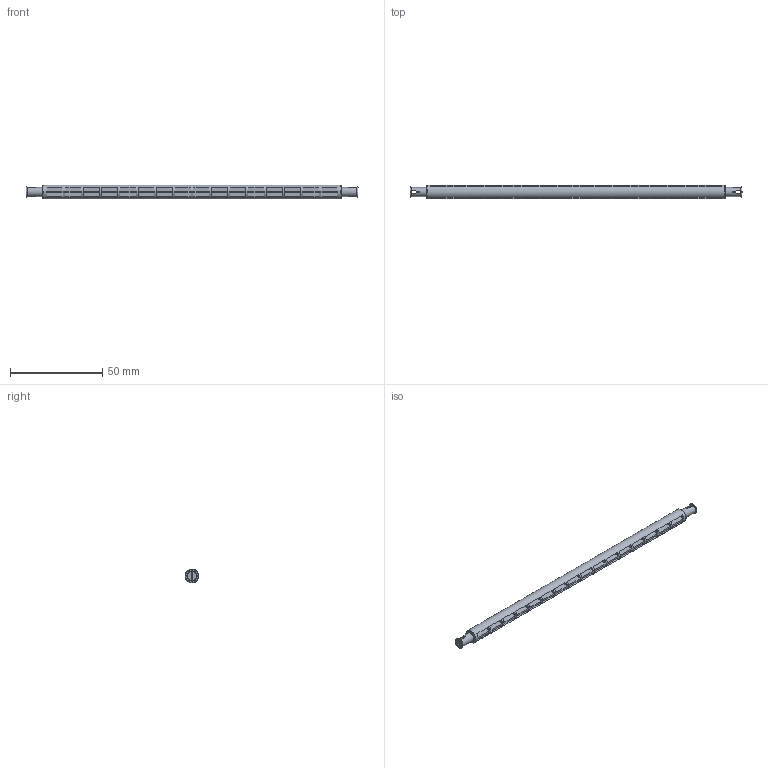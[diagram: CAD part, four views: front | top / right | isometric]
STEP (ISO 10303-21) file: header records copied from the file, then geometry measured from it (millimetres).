
FILE_DESCRIPTION(/* description */ (''),/* implementation_level */ '2;1');
FILE_NAME(/* name */ 'RB16.stp',/* time_stamp */ '2019-02-28T21:44:12+01:00',/* author */ ('Varga Daniel'),/* organization */ (''),/* preprocessor_version */ 'ST-DEVELOPER v17.2',/* originating_system */ 'Autodesk Inventor 2019',/* authorisation */ '');
FILE_SCHEMA (('AUTOMOTIVE_DESIGN { 1 0 10303 214 3 1 1 }'));
Length unit declared in the file: millimetre
Products named in the file (1): RB16
Bounding box: 180 x 7.49 x 7.5 mm (x, y, z)
Volume: 4158.6 mm3; surface area: 8015.6 mm2
Topology: 1 solids, 1 shells, 373 faces, 919 edges, 614 vertices
Faces by surface type: plane 344, cylinder 19, torus 10
Full cylindrical faces by diameter (mm): 4.9 x2, 7.5 x1
Entity records: 11376 total; most frequent: CARTESIAN_POINT 2319, ORIENTED_EDGE 1838, DIRECTION 1791, EDGE_CURVE 919, LINE 699, VECTOR 699, VERTEX_POINT 614, AXIS2_PLACEMENT_3D 546
